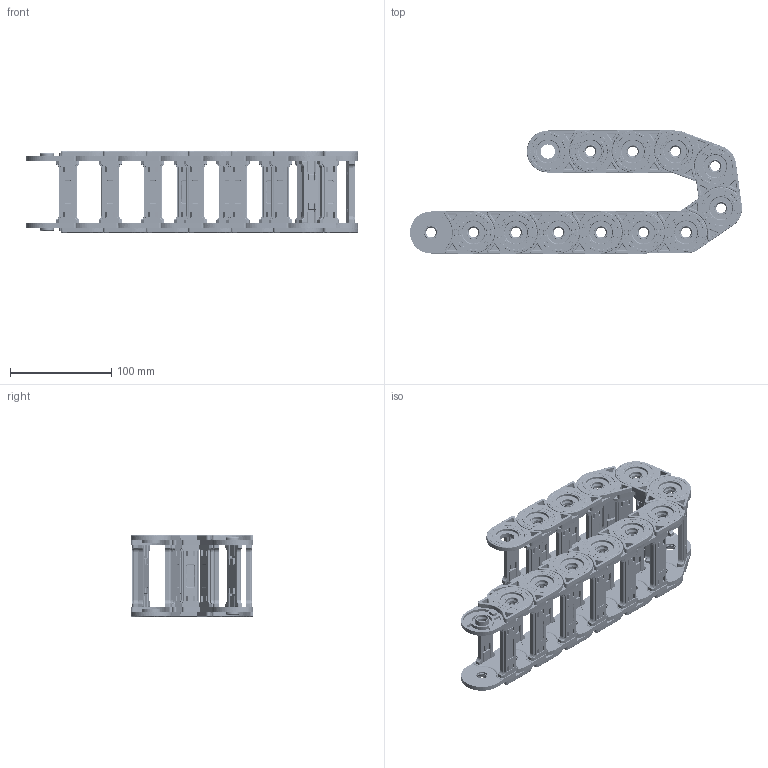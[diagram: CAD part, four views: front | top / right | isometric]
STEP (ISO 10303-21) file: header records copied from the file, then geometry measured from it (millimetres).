
FILE_DESCRIPTION (( 'STEP AP214' ), '1' );
FILE_NAME ('CK25-A060-R040.STEP', '2019-09-09T12:35:21', ( '' ), ( '' ), 'SwSTEP 2.0', 'SolidWorks 2017', '' );
FILE_SCHEMA (( 'AUTOMOTIVE_DESIGN' ));
Length unit declared in the file: millimetre
Products named in the file (2): CK25-A60; CK25-A060-R040
Assembly tree (12 placements, depth 2):
  CK25-A060-R040
    CK25-A60  x12
Bounding box: 327.99 x 121.4 x 80.95 mm (x, y, z)
Volume: 117865.7 mm3; surface area: 349808.7 mm2
Topology: 24 solids, 48 shells, 11160 faces, 27648 edges, 16728 vertices
Faces by surface type: cylinder 4296, plane 3744, bspline 1320, torus 1272, sphere 480, cone 48
Entity records: 36629 total; most frequent: CARTESIAN_POINT 15229, ORIENTED_EDGE 4536, DIRECTION 4356, EDGE_CURVE 2268, AXIS2_PLACEMENT_3D 1623, VERTEX_POINT 1390, LINE 1110, VECTOR 1110
